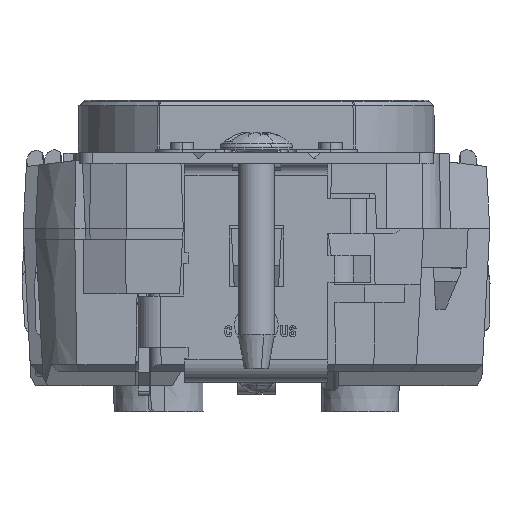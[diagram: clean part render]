
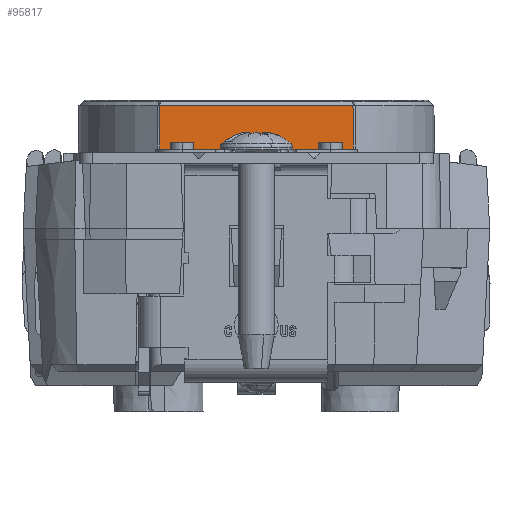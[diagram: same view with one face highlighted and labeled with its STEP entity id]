
A CAD part, front view. The second image highlights one B-rep face of the part: STEP entity #95817.
In plain terms, the highlighted planar face has unit normal (0, -1, 0.018).
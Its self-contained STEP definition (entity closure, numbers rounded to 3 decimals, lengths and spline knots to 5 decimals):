
#1135 = EDGE_CURVE ( 'NONE', #82654, #46378, #18254, .T. ) ;
#5379 = CARTESIAN_POINT ( 'NONE',  ( -0.36259, -1.31443, 0.98465 ) ) ;
#5500 = CARTESIAN_POINT ( 'NONE',  ( 0.35863, -1.31597, 0.8968 ) ) ;
#5918 = VECTOR ( 'NONE', #44326, 39.37008 ) ;
#6755 = CARTESIAN_POINT ( 'NONE',  ( 0.35832, -1.31495, 0.95536 ) ) ;
#12460 = CARTESIAN_POINT ( 'NONE',  ( -0.35894, -1.31699, 0.83827 ) ) ;
#14333 = DIRECTION ( 'NONE',  ( 0., -1., 0.017 ) ) ;
#18254 = B_SPLINE_CURVE_WITH_KNOTS ( 'NONE', 3,
 ( #41209, #80183, #100568, #119155, #31606, #12460, #70566 ),
 .UNSPECIFIED., .F., .F.,
 ( 4, 3, 4 ),
 ( 0., 0.00223, 0.00446 ),
 .UNSPECIFIED. ) ;
#21384 = CARTESIAN_POINT ( 'NONE',  ( -0.281, -1.3175, 0.809 ) ) ;
#22331 = LINE ( 'NONE', #40881, #90489 ) ;
#24173 = EDGE_CURVE ( 'NONE', #46378, #81235, #81947, .T. ) ;
#24528 = LINE ( 'NONE', #5379, #5918 ) ;
#30538 = ORIENTED_EDGE ( 'NONE', *, *, #24173, .T. ) ;
#30865 = EDGE_LOOP ( 'NONE', ( #88552, #69400, #30538, #96049, #119696, #41137 ) ) ;
#31606 = CARTESIAN_POINT ( 'NONE',  ( -0.35878, -1.31648, 0.86753 ) ) ;
#33515 = VERTEX_POINT ( 'NONE', #106970 ) ;
#36105 = CARTESIAN_POINT ( 'NONE',  ( 0.35894, -1.31699, 0.83827 ) ) ;
#40423 = VECTOR ( 'NONE', #67881, 39.37008 ) ;
#40881 = CARTESIAN_POINT ( 'NONE',  ( 0., -1.3175, 0.809 ) ) ;
#41137 = ORIENTED_EDGE ( 'NONE', *, *, #82308, .T. ) ;
#41209 = CARTESIAN_POINT ( 'NONE',  ( -0.35816, -1.31443, 0.98465 ) ) ;
#43830 = CARTESIAN_POINT ( 'NONE',  ( 0.35847, -1.31546, 0.92608 ) ) ;
#44326 = DIRECTION ( 'NONE',  ( -1., 0., 0. ) ) ;
#45090 = CARTESIAN_POINT ( 'NONE',  ( 0.35878, -1.31648, 0.86753 ) ) ;
#46378 = VERTEX_POINT ( 'NONE', #61780 ) ;
#51681 = CARTESIAN_POINT ( 'NONE',  ( 0.35909, -1.3175, 0.809 ) ) ;
#55763 = LINE ( 'NONE', #67245, #40423 ) ;
#55844 = FACE_OUTER_BOUND ( 'NONE', #30865, .T. ) ;
#61780 = CARTESIAN_POINT ( 'NONE',  ( -0.35909, -1.3175, 0.809 ) ) ;
#64547 = CARTESIAN_POINT ( 'NONE',  ( -0.35816, -1.31443, 0.98465 ) ) ;
#67245 = CARTESIAN_POINT ( 'NONE',  ( 0., -1.3175, 0.809 ) ) ;
#67881 = DIRECTION ( 'NONE',  ( 1., 0., 0. ) ) ;
#68084 = CARTESIAN_POINT ( 'NONE',  ( 0.35816, -1.31443, 0.98465 ) ) ;
#69400 = ORIENTED_EDGE ( 'NONE', *, *, #1135, .T. ) ;
#70566 = CARTESIAN_POINT ( 'NONE',  ( -0.35909, -1.3175, 0.809 ) ) ;
#71510 = EDGE_CURVE ( 'NONE', #90583, #82654, #24528, .T. ) ;
#74820 = VECTOR ( 'NONE', #101678, 39.37008 ) ;
#79853 = DIRECTION ( 'NONE',  ( 1., 0., 0. ) ) ;
#80183 = CARTESIAN_POINT ( 'NONE',  ( -0.35832, -1.31495, 0.95536 ) ) ;
#81235 = VERTEX_POINT ( 'NONE', #21384 ) ;
#81947 = LINE ( 'NONE', #113173, #74820 ) ;
#82308 = EDGE_CURVE ( 'NONE', #104920, #90583, #83129, .T. ) ;
#82654 = VERTEX_POINT ( 'NONE', #64547 ) ;
#83129 = B_SPLINE_CURVE_WITH_KNOTS ( 'NONE', 3,
 ( #94890, #36105, #45090, #5500, #43830, #6755, #103169 ),
 .UNSPECIFIED., .F., .F.,
 ( 4, 3, 4 ),
 ( 0., 0.00223, 0.00446 ),
 .UNSPECIFIED. ) ;
#88552 = ORIENTED_EDGE ( 'NONE', *, *, #71510, .T. ) ;
#90489 = VECTOR ( 'NONE', #79853, 39.37008 ) ;
#90583 = VERTEX_POINT ( 'NONE', #68084 ) ;
#92291 = DIRECTION ( 'NONE',  ( 0., -0.017, -1. ) ) ;
#94890 = CARTESIAN_POINT ( 'NONE',  ( 0.35909, -1.3175, 0.809 ) ) ;
#95817 = ADVANCED_FACE ( 'NONE', ( #55844 ), #112683, .T. ) ;
#96049 = ORIENTED_EDGE ( 'NONE', *, *, #103894, .T. ) ;
#100568 = CARTESIAN_POINT ( 'NONE',  ( -0.35847, -1.31546, 0.92608 ) ) ;
#101678 = DIRECTION ( 'NONE',  ( 1., 0., 0. ) ) ;
#103169 = CARTESIAN_POINT ( 'NONE',  ( 0.35816, -1.31443, 0.98465 ) ) ;
#103715 = CARTESIAN_POINT ( 'NONE',  ( 0., -1.3175, 0.809 ) ) ;
#103894 = EDGE_CURVE ( 'NONE', #81235, #33515, #22331, .T. ) ;
#104920 = VERTEX_POINT ( 'NONE', #51681 ) ;
#106970 = CARTESIAN_POINT ( 'NONE',  ( 0.281, -1.3175, 0.809 ) ) ;
#107881 = AXIS2_PLACEMENT_3D ( 'NONE', #103715, #14333, #92291 ) ;
#109107 = EDGE_CURVE ( 'NONE', #33515, #104920, #55763, .T. ) ;
#112683 = PLANE ( 'NONE',  #107881 ) ;
#113173 = CARTESIAN_POINT ( 'NONE',  ( 0., -1.3175, 0.809 ) ) ;
#119155 = CARTESIAN_POINT ( 'NONE',  ( -0.35863, -1.31597, 0.8968 ) ) ;
#119696 = ORIENTED_EDGE ( 'NONE', *, *, #109107, .T. ) ;
